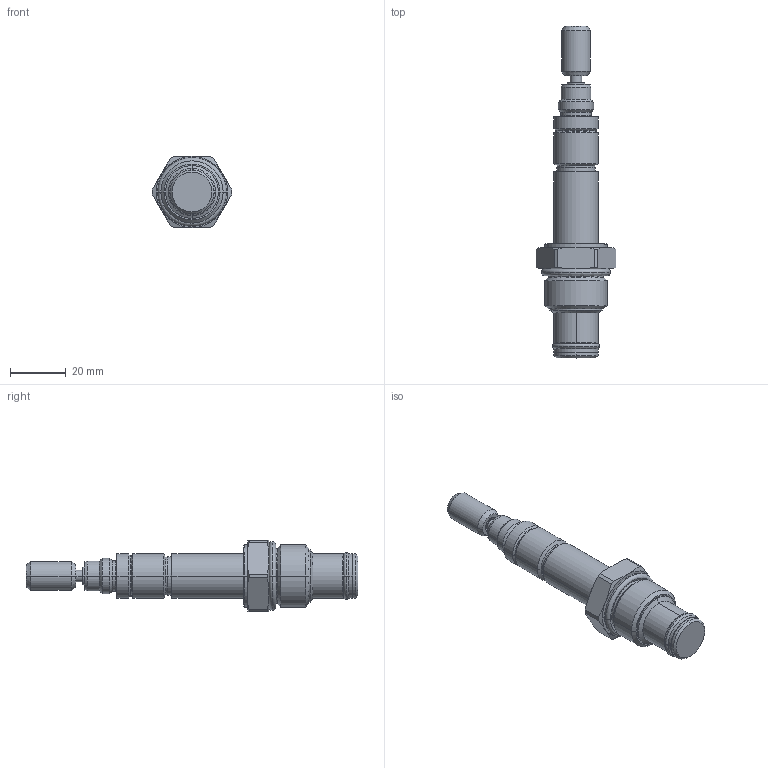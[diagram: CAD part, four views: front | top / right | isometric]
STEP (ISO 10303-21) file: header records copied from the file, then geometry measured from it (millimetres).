
FILE_DESCRIPTION((''),'2;1');
FILE_NAME('PRT0004','2009-03-02T',('JCS'),(''),'PRO/ENGINEER BY PARAMETRIC TECHNOLOGY CORPORATION, 2008010','PRO/ENGINEER BY PARAMETRIC TECHNOLOGY CORPORATION, 2008010','');
FILE_SCHEMA(('CONFIG_CONTROL_DESIGN'));
Length unit declared in the file: inch
Products named in the file (1): PRT0004
Bounding box: 28.57 x 118.62 x 25.4 mm (x, y, z)
Volume: 25177.4 mm3; surface area: 8439.4 mm2
Topology: 4 solids, 4 shells, 163 faces, 342 edges, 194 vertices
Faces by surface type: cone 60, cylinder 52, plane 21, revolution 16, torus 14
Entity records: 4690 total; most frequent: CARTESIAN_POINT 1113, DIRECTION 802, ORIENTED_EDGE 684, EDGE_CURVE 342, AXIS2_PLACEMENT_3D 337, VERTEX_POINT 194, CIRCLE 190, EDGE_LOOP 176
